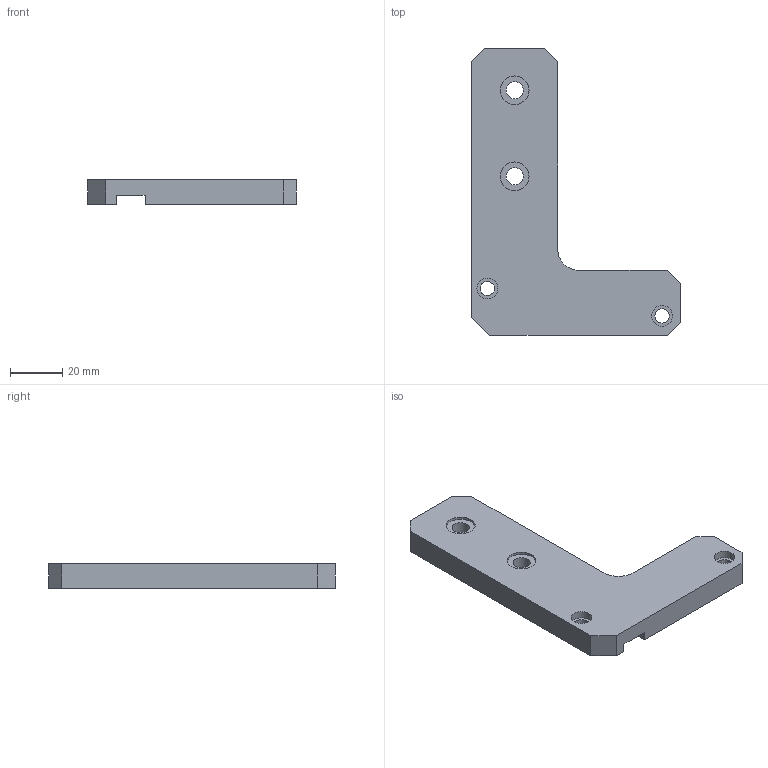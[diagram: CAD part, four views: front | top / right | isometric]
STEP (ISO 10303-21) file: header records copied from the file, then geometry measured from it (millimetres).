
FILE_DESCRIPTION(/* description */ ('Base Rolete Guia','CAx-IF Rec.Pracs.---Representation and Presentation of Product Manufacturing Information (PMI)---4.0---2014-10-13'),/* implementation_level */ '2;1');
FILE_NAME(/* name */ '',/* time_stamp */ '2025-10-01T16:37:39-04:00',/* author */ ('wandr'),/* organization */ ('ELGIN'),/* preprocessor_version */ 'ST-DEVELOPER v20.1',/* originating_system */ 'Autodesk Inventor 2026',/* authorisation */ '');
FILE_SCHEMA (('AP242_MANAGED_MODEL_BASED_3D_ENGINEERING_MIM_LF { 1 0 10303 442 2 1 4 }'));
Length unit declared in the file: millimetre
Products named in the file (1): MD09-01-003
Bounding box: 80 x 110 x 9.5 mm (x, y, z)
Volume: 39558.1 mm3; surface area: 13994.1 mm2
Topology: 1 solids, 1 shells, 32 faces, 81 edges, 54 vertices
Faces by surface type: plane 21, cylinder 9, cone 2
Full cylindrical faces by diameter (mm): 5.5 x2, 6.6 x2, 8 x2, 11 x2
Entity records: 1313 total; most frequent: CARTESIAN_POINT 249, DIRECTION 207, ORIENTED_EDGE 162, EDGE_CURVE 81, AXIS2_PLACEMENT_3D 75, LINE 57, VECTOR 57, VERTEX_POINT 54
